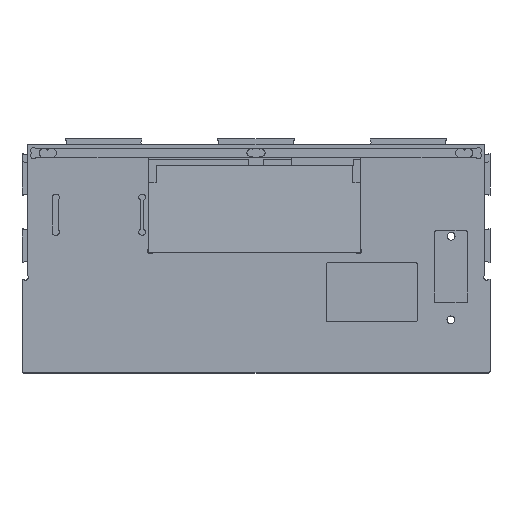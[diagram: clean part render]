
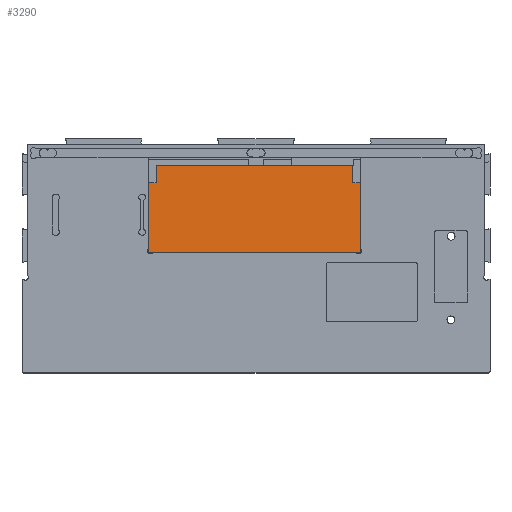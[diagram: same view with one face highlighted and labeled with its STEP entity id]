
A CAD part, top view. The second image highlights one B-rep face of the part: STEP entity #3290.
In plain terms, the highlighted planar face has unit normal (0, 0.058, 0.998).
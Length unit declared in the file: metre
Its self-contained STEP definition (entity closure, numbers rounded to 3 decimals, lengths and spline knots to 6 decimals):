
#243=LINE('',#5161,#599);
#250=LINE('',#5176,#606);
#255=LINE('',#5187,#611);
#256=LINE('',#5189,#612);
#257=LINE('',#5191,#613);
#258=LINE('',#5193,#614);
#259=LINE('',#5195,#615);
#260=LINE('',#5196,#616);
#599=VECTOR('',#4188,1.);
#606=VECTOR('',#4199,1.);
#611=VECTOR('',#4208,1.);
#612=VECTOR('',#4209,1.);
#613=VECTOR('',#4210,1.);
#614=VECTOR('',#4211,1.);
#615=VECTOR('',#4212,1.);
#616=VECTOR('',#4213,1.);
#1247=ORIENTED_EDGE('',*,*,#1999,.F.);
#1248=ORIENTED_EDGE('',*,*,#1994,.T.);
#1249=ORIENTED_EDGE('',*,*,#2000,.T.);
#1250=ORIENTED_EDGE('',*,*,#2001,.T.);
#1251=ORIENTED_EDGE('',*,*,#2002,.T.);
#1252=ORIENTED_EDGE('',*,*,#2003,.F.);
#1253=ORIENTED_EDGE('',*,*,#1987,.F.);
#1254=ORIENTED_EDGE('',*,*,#2004,.F.);
#1987=EDGE_CURVE('',#2400,#2401,#243,.T.);
#1994=EDGE_CURVE('',#2405,#2406,#250,.T.);
#1999=EDGE_CURVE('',#2405,#2411,#255,.T.);
#2000=EDGE_CURVE('',#2406,#2412,#256,.T.);
#2001=EDGE_CURVE('',#2412,#2413,#257,.T.);
#2002=EDGE_CURVE('',#2413,#2414,#258,.T.);
#2003=EDGE_CURVE('',#2401,#2414,#259,.T.);
#2004=EDGE_CURVE('',#2411,#2400,#260,.T.);
#2400=VERTEX_POINT('',#5160);
#2401=VERTEX_POINT('',#5162);
#2405=VERTEX_POINT('',#5173);
#2406=VERTEX_POINT('',#5175);
#2411=VERTEX_POINT('',#5188);
#2412=VERTEX_POINT('',#5190);
#2413=VERTEX_POINT('',#5192);
#2414=VERTEX_POINT('',#5194);
#2797=EDGE_LOOP('',(#1247,#1248,#1249,#1250,#1251,#1252,#1253,#1254));
#2996=FACE_BOUND('',#2797,.T.);
#3149=PLANE('',#3577);
#3290=ADVANCED_FACE('',(#2996),#3149,.T.);
#3577=AXIS2_PLACEMENT_3D('',#5186,#4206,#4207);
#4188=DIRECTION('',(1.,0.,0.));
#4199=DIRECTION('',(0.,-0.998,0.058));
#4206=DIRECTION('',(0.,0.058,0.998));
#4207=DIRECTION('',(0.,-0.998,0.058));
#4208=DIRECTION('',(1.,0.,0.));
#4209=DIRECTION('',(-1.,0.,0.));
#4210=DIRECTION('',(0.,-0.998,0.058));
#4211=DIRECTION('',(1.,0.,0.));
#4212=DIRECTION('',(0.,-0.998,0.058));
#4213=DIRECTION('',(0.,-0.998,0.058));
#5160=CARTESIAN_POINT('',(0.31,0.235461,0.023));
#5161=CARTESIAN_POINT('',(-0.005,0.235461,0.023));
#5162=CARTESIAN_POINT('',(0.335,0.235461,0.023));
#5173=CARTESIAN_POINT('',(-0.32,0.29,0.019855));
#5175=CARTESIAN_POINT('',(-0.32,0.235461,0.023));
#5176=CARTESIAN_POINT('',(-0.32,0.01,0.036));
#5186=CARTESIAN_POINT('',(-0.005,0.01,0.036));
#5187=CARTESIAN_POINT('',(-0.005,0.29,0.019855));
#5188=CARTESIAN_POINT('',(0.31,0.29,0.019855));
#5189=CARTESIAN_POINT('',(-0.005,0.235461,0.023));
#5190=CARTESIAN_POINT('',(-0.345,0.235461,0.023));
#5191=CARTESIAN_POINT('',(-0.345,0.01,0.036));
#5192=CARTESIAN_POINT('',(-0.345,0.01,0.036));
#5193=CARTESIAN_POINT('',(-0.005,0.01,0.036));
#5194=CARTESIAN_POINT('',(0.335,0.01,0.036));
#5195=CARTESIAN_POINT('',(0.335,0.01,0.036));
#5196=CARTESIAN_POINT('',(0.31,0.01,0.036));
